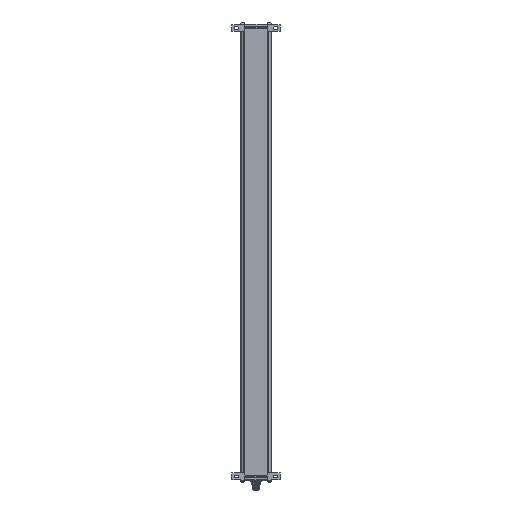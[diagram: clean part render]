
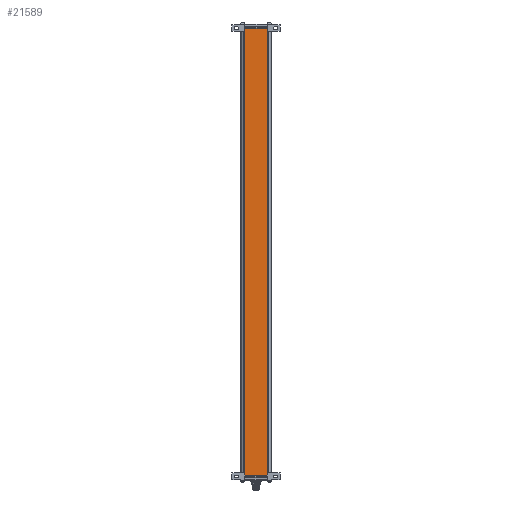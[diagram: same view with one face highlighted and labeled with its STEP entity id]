
A CAD part, front view. The second image highlights one B-rep face of the part: STEP entity #21589.
In plain terms, the highlighted planar face has unit normal (0, -1, 0).
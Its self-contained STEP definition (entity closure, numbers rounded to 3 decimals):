
#99 = VECTOR ( 'NONE', #15050, 1000. ) ;
#1591 = ORIENTED_EDGE ( 'NONE', *, *, #8544, .F. ) ;
#2961 = VERTEX_POINT ( 'NONE', #19290 ) ;
#3735 = DIRECTION ( 'NONE',  ( 0., 0., 1. ) ) ;
#4463 = LINE ( 'NONE', #23012, #13337 ) ;
#5589 = EDGE_CURVE ( 'Defeatured_0_192+Defeatured_0_191+Defeatured_0_86+Defeatured_0_258', #2961, #21511, #21517, .T. ) ;
#6043 = ORIENTED_EDGE ( 'NONE', *, *, #7363, .F. ) ;
#6110 = CARTESIAN_POINT ( 'NONE',  ( -33.937, -6.08, -400.855 ) ) ;
#6328 = AXIS2_PLACEMENT_3D ( 'NONE', #22558, #11705, #20714 ) ;
#7211 = VECTOR ( 'NONE', #3735, 1000. ) ;
#7363 = EDGE_CURVE ( 'Defeatured_0_86+Defeatured_0_191+Defeatured_0_190+Defeatured_0_192', #11487, #2961, #17028, .T. ) ;
#7777 = ORIENTED_EDGE ( 'NONE', *, *, #11061, .T. ) ;
#8544 = EDGE_CURVE ( 'Defeatured_0_258+Defeatured_0_191+Defeatured_0_192+Defeatured_0_190', #21511, #18599, #4463, .T. ) ;
#10611 = DIRECTION ( 'NONE',  ( 1., 0., 0. ) ) ;
#10855 = DIRECTION ( 'NONE',  ( -1., 0., 0. ) ) ;
#11009 = CARTESIAN_POINT ( 'NONE',  ( -33.937, -6.08, -399.855 ) ) ;
#11061 = EDGE_CURVE ( 'Defeatured_0_191+Defeatured_0_190+Defeatured_0_86+Defeatured_0_258', #11487, #18599, #11911, .T. ) ;
#11309 = ORIENTED_EDGE ( 'NONE', *, *, #5589, .F. ) ;
#11487 = VERTEX_POINT ( 'NONE', #22086 ) ;
#11668 = FACE_OUTER_BOUND ( 'NONE', #21705, .T. ) ;
#11705 = DIRECTION ( 'NONE',  ( 0., -1., 0. ) ) ;
#11911 = LINE ( 'NONE', #12654, #7211 ) ;
#12243 = CARTESIAN_POINT ( 'NONE',  ( -33.937, -6.08, 402.443 ) ) ;
#12654 = CARTESIAN_POINT ( 'NONE',  ( 6.063, -6.08, -400.855 ) ) ;
#13337 = VECTOR ( 'NONE', #10611, 1000. ) ;
#15050 = DIRECTION ( 'NONE',  ( 0., 0., 1. ) ) ;
#15061 = VECTOR ( 'NONE', #10855, 1000. ) ;
#15318 = PLANE ( 'NONE',  #6328 ) ;
#17028 = LINE ( 'NONE', #11009, #15061 ) ;
#18599 = VERTEX_POINT ( 'NONE', #21742 ) ;
#19290 = CARTESIAN_POINT ( 'NONE',  ( -33.937, -6.08, -399.855 ) ) ;
#20714 = DIRECTION ( 'NONE',  ( 0., 0., -1. ) ) ;
#21511 = VERTEX_POINT ( 'NONE', #12243 ) ;
#21517 = LINE ( 'NONE', #6110, #99 ) ;
#21589 = ADVANCED_FACE ( 'Defeatured_0_191', ( #11668 ), #15318, .T. ) ;
#21705 = EDGE_LOOP ( 'NONE', ( #1591, #11309, #6043, #7777 ) ) ;
#21742 = CARTESIAN_POINT ( 'NONE',  ( 6.063, -6.08, 402.443 ) ) ;
#22086 = CARTESIAN_POINT ( 'NONE',  ( 6.063, -6.08, -399.855 ) ) ;
#22558 = CARTESIAN_POINT ( 'NONE',  ( -33.937, -6.08, -400.855 ) ) ;
#23012 = CARTESIAN_POINT ( 'NONE',  ( -33.937, -6.08, 402.443 ) ) ;
